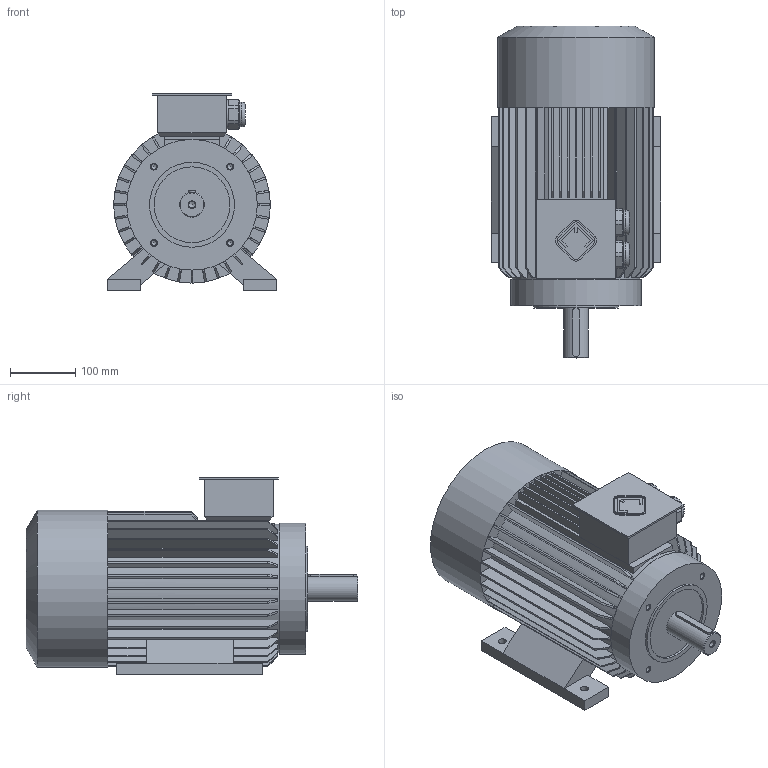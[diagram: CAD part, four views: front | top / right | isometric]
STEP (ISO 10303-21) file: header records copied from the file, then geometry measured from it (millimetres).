
FILE_DESCRIPTION(/* description */ ('Unknown'),/* implementation_level */ '2;1');
FILE_NAME(/* name */ 'AIS132М_В34',/* time_stamp */ '2021-03-24T12:03:15+03:00',/* author */ ('Unknown'),/* organization */ ('Unknown'),/* preprocessor_version */ 'ST-DEVELOPER v16',/* originating_system */ 'DEX',/* authorisation */ $);
FILE_SCHEMA (('AUTOMOTIVE_DESIGN {1 0 10303 214 3 1 1}'));
Length unit declared in the file: millimetre
Products named in the file (1): AIS132ﾌ_ﾂ34
Bounding box: 260 x 508 x 303 mm (x, y, z)
Volume: 17269215.8 mm3; surface area: 850135.5 mm2
Topology: 1 solids, 1 shells, 380 faces, 1074 edges, 708 vertices
Faces by surface type: plane 264, cylinder 71, cone 43, torus 2
Full cylindrical faces by diameter (mm): 8.376 x8, 10.106 x2, 12 x4, 38 x1, 38.002 x2, 45.5 x2, 116 x1, 130 x1, 197 x1, 200 x1, 240 x1
Entity records: 14847 total; most frequent: CARTESIAN_POINT 2471, ORIENTED_EDGE 2016, DIRECTION 1996, EDGE_CURVE 1008, VERTEX_POINT 686, AXIS2_PLACEMENT_3D 671, LINE 654, VECTOR 654
